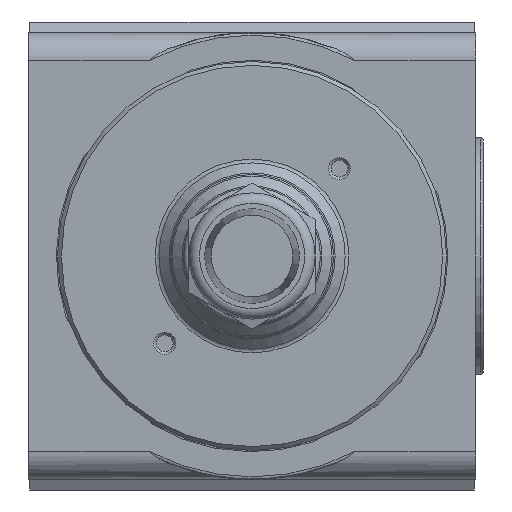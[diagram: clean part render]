
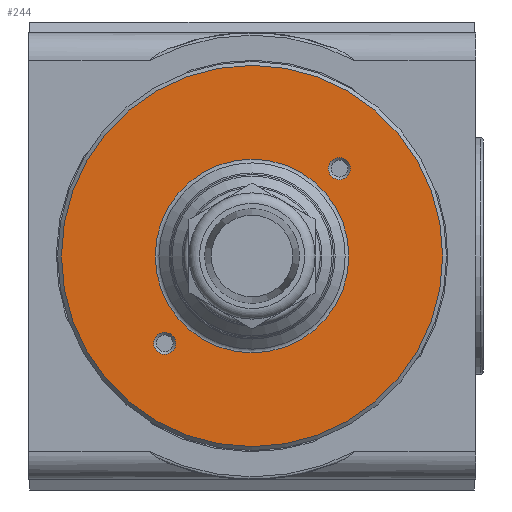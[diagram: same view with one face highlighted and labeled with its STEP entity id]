
A CAD part, front view. The second image highlights one B-rep face of the part: STEP entity #244.
In plain terms, the highlighted planar face has unit normal (0, -1, 0).
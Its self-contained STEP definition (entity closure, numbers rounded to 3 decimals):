
#244 = ADVANCED_FACE( '', ( #712, #713, #714, #715 ), #716, .F. );
#712 = FACE_BOUND( '', #1655, .T. );
#713 = FACE_BOUND( '', #1656, .T. );
#714 = FACE_BOUND( '', #1657, .T. );
#715 = FACE_OUTER_BOUND( '', #1658, .T. );
#716 = PLANE( '', #1659 );
#1655 = EDGE_LOOP( '', ( #2760 ) );
#1656 = EDGE_LOOP( '', ( #2761 ) );
#1657 = EDGE_LOOP( '', ( #2762 ) );
#1658 = EDGE_LOOP( '', ( #2763 ) );
#1659 = AXIS2_PLACEMENT_3D( '', #2764, #2765, #2766 );
#2760 = ORIENTED_EDGE( '', *, *, #5580, .F. );
#2761 = ORIENTED_EDGE( '', *, *, #5562, .F. );
#2762 = ORIENTED_EDGE( '', *, *, #5565, .F. );
#2763 = ORIENTED_EDGE( '', *, *, #5581, .T. );
#2764 = CARTESIAN_POINT( '', ( 36.25, -3., 0. ) );
#2765 = DIRECTION( '', ( 0., 1., 0. ) );
#2766 = DIRECTION( '', ( -1., 0., 0. ) );
#5562 = EDGE_CURVE( '', #6516, #6516, #6517, .T. );
#5565 = EDGE_CURVE( '', #6522, #6522, #6523, .T. );
#5580 = EDGE_CURVE( '', #6552, #6552, #6553, .T. );
#5581 = EDGE_CURVE( '', #6554, #6554, #6555, .T. );
#6516 = VERTEX_POINT( '', #8097 );
#6517 = CIRCLE( '', #8098, 2.1 );
#6522 = VERTEX_POINT( '', #8103 );
#6523 = CIRCLE( '', #8104, 2.1 );
#6552 = VERTEX_POINT( '', #8133 );
#6553 = CIRCLE( '', #8134, 18.414 );
#6554 = VERTEX_POINT( '', #8135 );
#6555 = CIRCLE( '', #8136, 36.25 );
#8097 = CARTESIAN_POINT( '', ( -16.617, -3., -18.717 ) );
#8098 = AXIS2_PLACEMENT_3D( '', #10240, #10241, #10242 );
#8103 = CARTESIAN_POINT( '', ( 16.617, -3., 14.517 ) );
#8104 = AXIS2_PLACEMENT_3D( '', #10249, #10250, #10251 );
#8133 = CARTESIAN_POINT( '', ( 18.414, -3., 0. ) );
#8134 = AXIS2_PLACEMENT_3D( '', #10294, #10295, #10296 );
#8135 = CARTESIAN_POINT( '', ( 36.25, -3., 0. ) );
#8136 = AXIS2_PLACEMENT_3D( '', #10297, #10298, #10299 );
#10240 = CARTESIAN_POINT( '', ( -16.617, -3., -16.617 ) );
#10241 = DIRECTION( '', ( 0., -1., 0. ) );
#10242 = DIRECTION( '', ( 0., 0., -1. ) );
#10249 = CARTESIAN_POINT( '', ( 16.617, -3., 16.617 ) );
#10250 = DIRECTION( '', ( 0., -1., 0. ) );
#10251 = DIRECTION( '', ( 0., 0., -1. ) );
#10294 = CARTESIAN_POINT( '', ( 0., -3., 0. ) );
#10295 = DIRECTION( '', ( 0., -1., 0. ) );
#10296 = DIRECTION( '', ( 1., 0., 0. ) );
#10297 = CARTESIAN_POINT( '', ( 0., -3., 0. ) );
#10298 = DIRECTION( '', ( 0., -1., 0. ) );
#10299 = DIRECTION( '', ( 1., 0., 0. ) );
